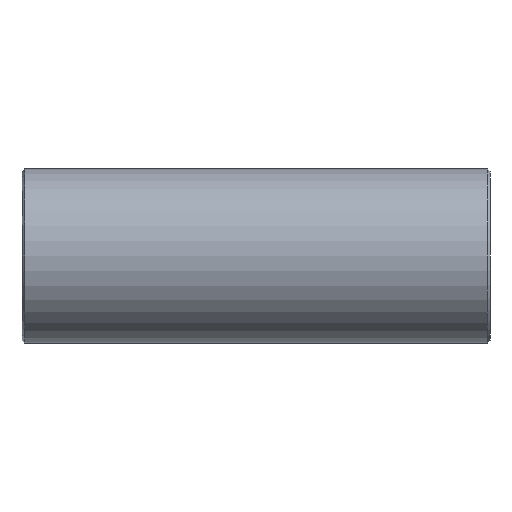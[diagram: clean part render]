
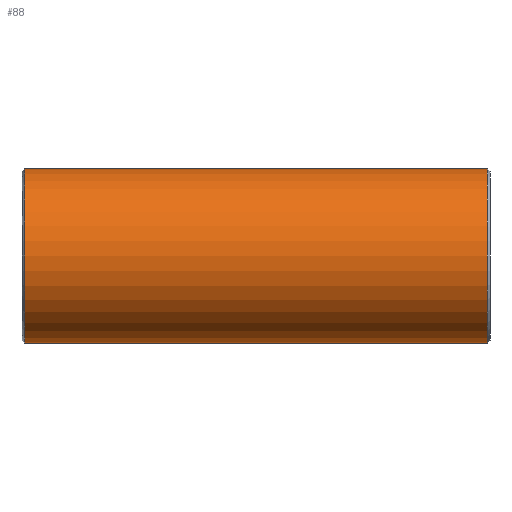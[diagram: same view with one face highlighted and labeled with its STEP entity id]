
A CAD part, left-side view. The second image highlights one B-rep face of the part: STEP entity #88.
In plain terms, the highlighted cylindrical face has radius 2.975 mm (diameter 5.95 mm), a partial arc.
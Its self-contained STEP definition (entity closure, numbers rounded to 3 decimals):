
#8 = CARTESIAN_POINT ( 'NONE',  ( 0., -7.9, 2.975 ) ) ;
#14 = DIRECTION ( 'NONE',  ( 0., -1., 0. ) ) ;
#18 = LINE ( 'NONE', #26, #203 ) ;
#22 = DIRECTION ( 'NONE',  ( 0., -1., 0. ) ) ;
#26 = CARTESIAN_POINT ( 'NONE',  ( 0., 8., -2.975 ) ) ;
#35 = VERTEX_POINT ( 'NONE', #8 ) ;
#44 = DIRECTION ( 'NONE',  ( 0., 0., -1. ) ) ;
#48 = EDGE_CURVE ( 'NONE', #329, #35, #371, .T. ) ;
#49 = CARTESIAN_POINT ( 'NONE',  ( 0., -7.9, -2.975 ) ) ;
#88 = ADVANCED_FACE ( 'NONE', ( #263 ), #314, .T. ) ;
#115 = DIRECTION ( 'NONE',  ( 0., 0., 1. ) ) ;
#125 = EDGE_CURVE ( 'NONE', #329, #434, #394, .T. ) ;
#129 = ORIENTED_EDGE ( 'NONE', *, *, #144, .T. ) ;
#144 = EDGE_CURVE ( 'NONE', #170, #35, #380, .T. ) ;
#170 = VERTEX_POINT ( 'NONE', #49 ) ;
#173 = VECTOR ( 'NONE', #174, 1000. ) ;
#174 = DIRECTION ( 'NONE',  ( 0., -1., 0. ) ) ;
#182 = ORIENTED_EDGE ( 'NONE', *, *, #48, .F. ) ;
#183 = DIRECTION ( 'NONE',  ( 0., -1., 0. ) ) ;
#194 = CARTESIAN_POINT ( 'NONE',  ( 0., 7.9, 2.975 ) ) ;
#203 = VECTOR ( 'NONE', #183, 1000. ) ;
#211 = ORIENTED_EDGE ( 'NONE', *, *, #384, .T. ) ;
#212 = CARTESIAN_POINT ( 'NONE',  ( 0., 8., 0. ) ) ;
#218 = ORIENTED_EDGE ( 'NONE', *, *, #125, .T. ) ;
#255 = DIRECTION ( 'NONE',  ( 0., 0., 1. ) ) ;
#263 = FACE_OUTER_BOUND ( 'NONE', #378, .T. ) ;
#314 = CYLINDRICAL_SURFACE ( 'NONE', #413, 2.975 ) ;
#316 = AXIS2_PLACEMENT_3D ( 'NONE', #395, #22, #255 ) ;
#329 = VERTEX_POINT ( 'NONE', #194 ) ;
#332 = CARTESIAN_POINT ( 'NONE',  ( 0., -7.9, 0. ) ) ;
#338 = DIRECTION ( 'NONE',  ( 0., 1., 0. ) ) ;
#342 = CARTESIAN_POINT ( 'NONE',  ( 0., 7.9, -2.975 ) ) ;
#371 = LINE ( 'NONE', #391, #173 ) ;
#378 = EDGE_LOOP ( 'NONE', ( #182, #218, #211, #129 ) ) ;
#380 = CIRCLE ( 'NONE', #443, 2.975 ) ;
#384 = EDGE_CURVE ( 'NONE', #434, #170, #18, .T. ) ;
#391 = CARTESIAN_POINT ( 'NONE',  ( 0., 8., 2.975 ) ) ;
#394 = CIRCLE ( 'NONE', #316, 2.975 ) ;
#395 = CARTESIAN_POINT ( 'NONE',  ( 0., 7.9, 0. ) ) ;
#413 = AXIS2_PLACEMENT_3D ( 'NONE', #212, #14, #44 ) ;
#434 = VERTEX_POINT ( 'NONE', #342 ) ;
#443 = AXIS2_PLACEMENT_3D ( 'NONE', #332, #338, #115 ) ;
